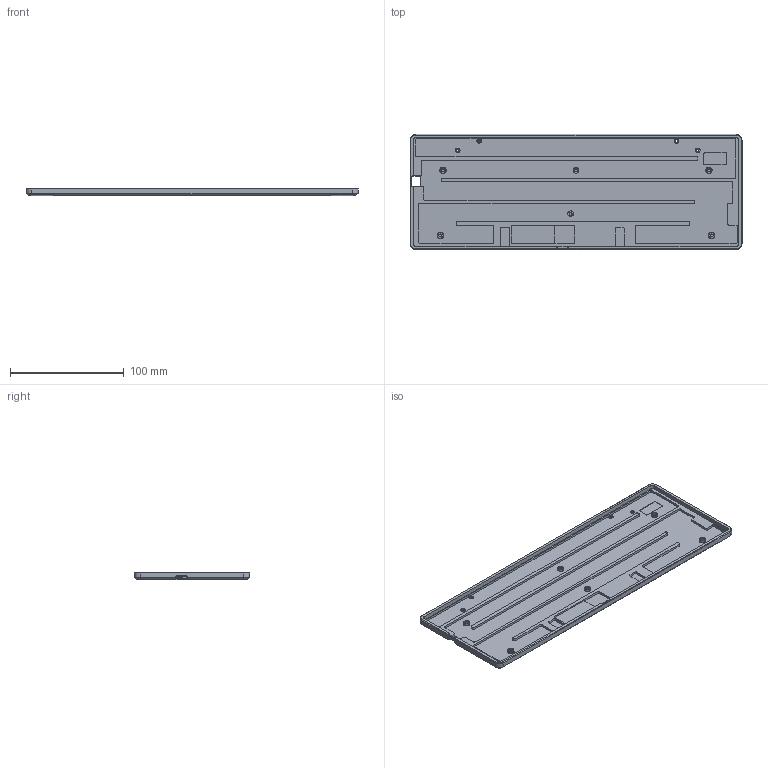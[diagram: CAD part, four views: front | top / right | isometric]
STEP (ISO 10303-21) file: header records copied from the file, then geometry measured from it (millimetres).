
FILE_DESCRIPTION(('HOOPS Exchange Step'),'2;1');
FILE_NAME('temp_export','2025-05-11T22:23:20+08:00',('13271'),('Shapr3D Limited'),'HOOPS Exchange 2024.8','Shapr3D','Authorized');
FILE_SCHEMA( ('AP242_MANAGED_MODEL_BASED_3D_ENGINEERING_MIM_LF {1 0 10303 442 1 1 4}') );
Length unit declared in the file: millimetre
Products named in the file (1): root
Bounding box: 291.48 x 101.03 x 6.77 mm (x, y, z)
Volume: 51112.4 mm3; surface area: 71329.2 mm2
Topology: 1 solids, 1 shells, 201 faces, 540 edges, 358 vertices
Faces by surface type: plane 105, cylinder 82, cone 14
Full cylindrical faces by diameter (mm): 2.2 x4, 2.7 x6, 4.1 x4, 5 x6
Entity records: 6434 total; most frequent: CARTESIAN_POINT 1149, DIRECTION 1136, ORIENTED_EDGE 1080, EDGE_CURVE 540, AXIS2_PLACEMENT_3D 399, VERTEX_POINT 358, VECTOR 338, LINE 338
